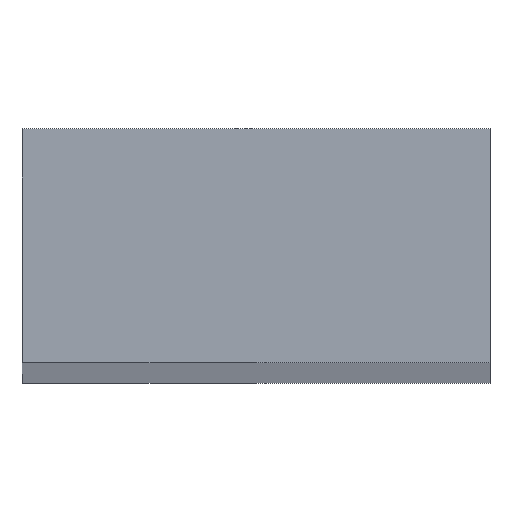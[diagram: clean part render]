
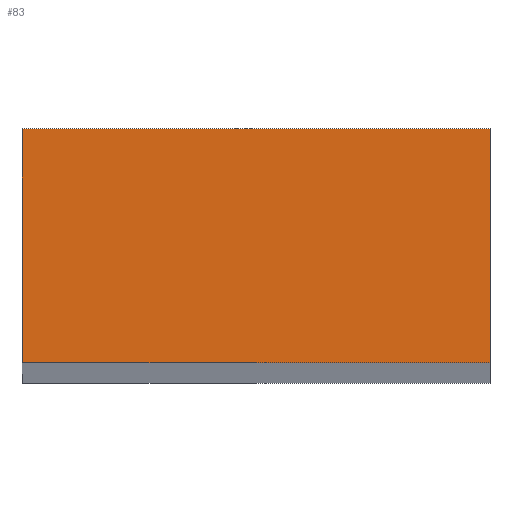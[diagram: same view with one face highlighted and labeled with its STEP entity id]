
A CAD part, top view. The second image highlights one B-rep face of the part: STEP entity #83.
In plain terms, the highlighted planar face has unit normal (0, 0, 1).
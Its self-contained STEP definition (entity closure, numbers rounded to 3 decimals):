
#4 = VECTOR ( 'NONE', #137, 1000. ) ;
#8 = VECTOR ( 'NONE', #233, 1000. ) ;
#9 = VECTOR ( 'NONE', #153, 1000. ) ;
#20 = VECTOR ( 'NONE', #164, 1000. ) ;
#34 = AXIS2_PLACEMENT_3D ( 'NONE', #199, #204, #200 ) ;
#39 = FACE_OUTER_BOUND ( 'NONE', #129, .T. ) ;
#51 = EDGE_CURVE ( 'NONE', #94, #97, #135, .T. ) ;
#57 = EDGE_CURVE ( 'NONE', #92, #99, #151, .T. ) ;
#68 = EDGE_CURVE ( 'NONE', #99, #94, #167, .T. ) ;
#76 = EDGE_CURVE ( 'NONE', #97, #92, #220, .T. ) ;
#83 = ADVANCED_FACE ( 'NONE', ( #39 ), #197, .T. ) ;
#92 = VERTEX_POINT ( 'NONE', #234 ) ;
#94 = VERTEX_POINT ( 'NONE', #203 ) ;
#97 = VERTEX_POINT ( 'NONE', #177 ) ;
#99 = VERTEX_POINT ( 'NONE', #179 ) ;
#111 = ORIENTED_EDGE ( 'NONE', *, *, #76, .T. ) ;
#115 = ORIENTED_EDGE ( 'NONE', *, *, #51, .T. ) ;
#116 = ORIENTED_EDGE ( 'NONE', *, *, #57, .T. ) ;
#120 = ORIENTED_EDGE ( 'NONE', *, *, #68, .T. ) ;
#129 = EDGE_LOOP ( 'NONE', ( #116, #120, #115, #111 ) ) ;
#135 = LINE ( 'NONE', #136, #4 ) ;
#136 = CARTESIAN_POINT ( 'NONE',  ( 20., 10., 500. ) ) ;
#137 = DIRECTION ( 'NONE',  ( 0., 1., 0. ) ) ;
#151 = LINE ( 'NONE', #152, #9 ) ;
#152 = CARTESIAN_POINT ( 'NONE',  ( -20., 10., 500. ) ) ;
#153 = DIRECTION ( 'NONE',  ( 0., -1., 0. ) ) ;
#161 = CARTESIAN_POINT ( 'NONE',  ( -20., -10., 500. ) ) ;
#164 = DIRECTION ( 'NONE',  ( 1., 0., 0. ) ) ;
#167 = LINE ( 'NONE', #161, #20 ) ;
#177 = CARTESIAN_POINT ( 'NONE',  ( 20., 10., 500. ) ) ;
#179 = CARTESIAN_POINT ( 'NONE',  ( -20., -10., 500. ) ) ;
#197 = PLANE ( 'NONE',  #34 ) ;
#199 = CARTESIAN_POINT ( 'NONE',  ( 0., 0., 500. ) ) ;
#200 = DIRECTION ( 'NONE',  ( 1., 0., 0. ) ) ;
#203 = CARTESIAN_POINT ( 'NONE',  ( 20., -10., 500. ) ) ;
#204 = DIRECTION ( 'NONE',  ( 0., 0., 1. ) ) ;
#211 = CARTESIAN_POINT ( 'NONE',  ( -20., 10., 500. ) ) ;
#220 = LINE ( 'NONE', #211, #8 ) ;
#233 = DIRECTION ( 'NONE',  ( -1., 0., 0. ) ) ;
#234 = CARTESIAN_POINT ( 'NONE',  ( -20., 10., 500. ) ) ;
